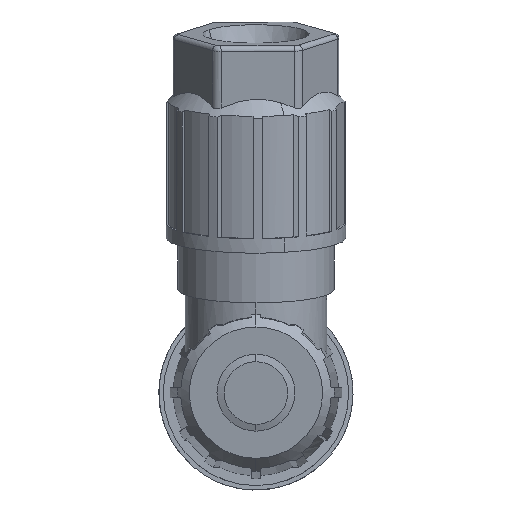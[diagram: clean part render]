
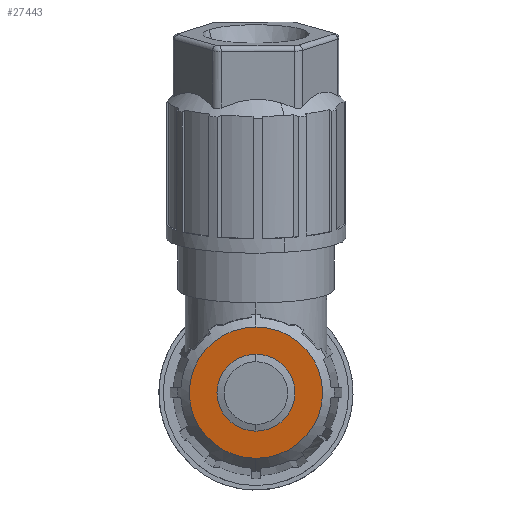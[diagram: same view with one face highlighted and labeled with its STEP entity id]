
A CAD part, top view. The second image highlights one B-rep face of the part: STEP entity #27443.
In plain terms, the highlighted planar face has unit normal (0, -0.174, 0.985).
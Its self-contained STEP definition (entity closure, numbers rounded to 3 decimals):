
#21833=AXIS2_PLACEMENT_3D('Circle Axis2P3D',#21831,#21832,$) ;
#22384=AXIS2_PLACEMENT_3D('Circle Axis2P3D',#22382,#22383,$) ;
#22391=AXIS2_PLACEMENT_3D('Circle Axis2P3D',#22389,#22390,$) ;
#26855=AXIS2_PLACEMENT_3D('Circle Axis2P3D',#26853,#26854,$) ;
#26876=AXIS2_PLACEMENT_3D('Circle Axis2P3D',#26874,#26875,$) ;
#26883=AXIS2_PLACEMENT_3D('Circle Axis2P3D',#26881,#26882,$) ;
#27431=AXIS2_PLACEMENT_3D('Plane Axis2P3D',#27428,#27429,#27430) ;
#21828=CARTESIAN_POINT('Vertex',(9.95,3.198,43.87)) ;
#21831=CARTESIAN_POINT('Axis2P3D Location',(9.95,9.927,45.057)) ;
#21835=CARTESIAN_POINT('Vertex',(9.95,16.656,46.243)) ;
#22382=CARTESIAN_POINT('Axis2P3D Location',(9.95,9.927,45.057)) ;
#22386=CARTESIAN_POINT('Vertex',(16.783,9.927,45.057)) ;
#22389=CARTESIAN_POINT('Axis2P3D Location',(9.95,9.927,45.057)) ;
#26850=CARTESIAN_POINT('Vertex',(9.95,13.866,45.751)) ;
#26853=CARTESIAN_POINT('Axis2P3D Location',(9.95,9.927,45.057)) ;
#26857=CARTESIAN_POINT('Vertex',(9.95,5.988,44.362)) ;
#26874=CARTESIAN_POINT('Axis2P3D Location',(9.95,9.927,45.057)) ;
#26878=CARTESIAN_POINT('Vertex',(13.95,9.927,45.057)) ;
#26881=CARTESIAN_POINT('Axis2P3D Location',(9.95,9.927,45.057)) ;
#27428=CARTESIAN_POINT('Axis2P3D Location',(3.116,3.197,43.87)) ;
#21832=DIRECTION('Axis2P3D Direction',(0.,0.174,-0.985)) ;
#22383=DIRECTION('Axis2P3D Direction',(0.,0.174,-0.985)) ;
#22390=DIRECTION('Axis2P3D Direction',(0.,0.174,-0.985)) ;
#26854=DIRECTION('Axis2P3D Direction',(0.,0.174,-0.985)) ;
#26875=DIRECTION('Axis2P3D Direction',(0.,0.174,-0.985)) ;
#26882=DIRECTION('Axis2P3D Direction',(0.,0.174,-0.985)) ;
#27429=DIRECTION('Axis2P3D Direction',(0.,-0.174,0.985)) ;
#27430=DIRECTION('Axis2P3D XDirection',(0.,-0.985,-0.174)) ;
#27434=ORIENTED_EDGE('',*,*,#22388,.F.) ;
#27435=ORIENTED_EDGE('',*,*,#21837,.F.) ;
#27436=ORIENTED_EDGE('',*,*,#22393,.F.) ;
#27439=ORIENTED_EDGE('',*,*,#26880,.T.) ;
#27440=ORIENTED_EDGE('',*,*,#26885,.T.) ;
#27441=ORIENTED_EDGE('',*,*,#26859,.T.) ;
#27442=FACE_BOUND('',#27438,.T.) ;
#27443=ADVANCED_FACE('Hauptk\X2\00F6\X0\rper',(#27437,#27442),#27432,.T.) ;
#21834=CIRCLE('generated circle',#21833,6.833) ;
#22385=CIRCLE('generated circle',#22384,6.833) ;
#22392=CIRCLE('generated circle',#22391,6.833) ;
#26856=CIRCLE('generated circle',#26855,4.) ;
#26877=CIRCLE('generated circle',#26876,4.) ;
#26884=CIRCLE('generated circle',#26883,4.) ;
#21837=EDGE_CURVE('',#21829,#21836,#21834,.T.) ;
#22388=EDGE_CURVE('',#21836,#22387,#22385,.T.) ;
#22393=EDGE_CURVE('',#22387,#21829,#22392,.T.) ;
#26859=EDGE_CURVE('',#26858,#26851,#26856,.T.) ;
#26880=EDGE_CURVE('',#26851,#26879,#26877,.T.) ;
#26885=EDGE_CURVE('',#26879,#26858,#26884,.T.) ;
#27433=EDGE_LOOP('',(#27434,#27435,#27436)) ;
#27438=EDGE_LOOP('',(#27439,#27440,#27441)) ;
#27437=FACE_OUTER_BOUND('',#27433,.T.) ;
#27432=PLANE('',#27431) ;
#21829=VERTEX_POINT('',#21828) ;
#21836=VERTEX_POINT('',#21835) ;
#22387=VERTEX_POINT('',#22386) ;
#26851=VERTEX_POINT('',#26850) ;
#26858=VERTEX_POINT('',#26857) ;
#26879=VERTEX_POINT('',#26878) ;
